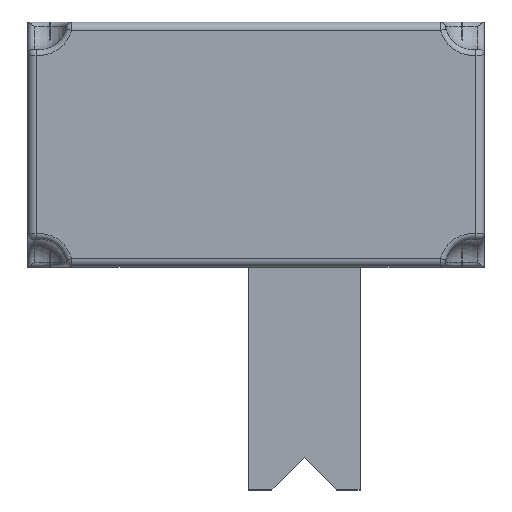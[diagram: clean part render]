
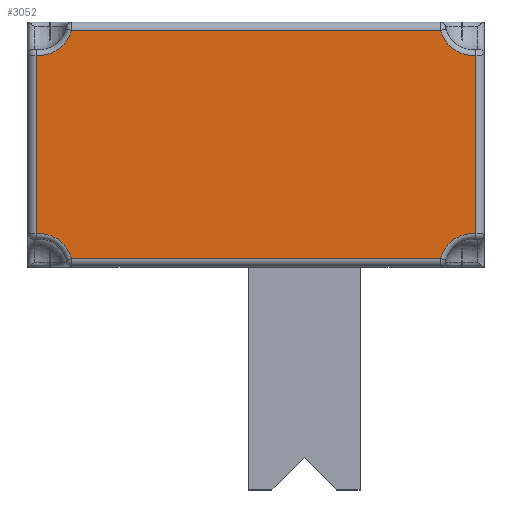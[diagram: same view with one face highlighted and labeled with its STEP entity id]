
A CAD part, top view. The second image highlights one B-rep face of the part: STEP entity #3052.
In plain terms, the highlighted planar face has unit normal (0, 0, 1).
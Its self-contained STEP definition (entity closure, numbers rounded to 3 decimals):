
#147=CIRCLE('',#3237,0.6);
#148=CIRCLE('',#3238,0.6);
#149=CIRCLE('',#3239,0.6);
#150=CIRCLE('',#3240,0.6);
#418=ORIENTED_EDGE('',*,*,#1035,.T.);
#419=ORIENTED_EDGE('',*,*,#1036,.T.);
#420=ORIENTED_EDGE('',*,*,#1037,.T.);
#421=ORIENTED_EDGE('',*,*,#1038,.T.);
#422=ORIENTED_EDGE('',*,*,#1039,.T.);
#423=ORIENTED_EDGE('',*,*,#1040,.T.);
#424=ORIENTED_EDGE('',*,*,#1041,.T.);
#425=ORIENTED_EDGE('',*,*,#1042,.T.);
#1035=EDGE_CURVE('',#1343,#1344,#1518,.T.);
#1036=EDGE_CURVE('',#1344,#1345,#147,.T.);
#1037=EDGE_CURVE('',#1345,#1346,#1519,.F.);
#1038=EDGE_CURVE('',#1346,#1347,#148,.T.);
#1039=EDGE_CURVE('',#1347,#1348,#1520,.F.);
#1040=EDGE_CURVE('',#1348,#1349,#149,.T.);
#1041=EDGE_CURVE('',#1349,#1350,#1521,.T.);
#1042=EDGE_CURVE('',#1350,#1343,#150,.T.);
#1343=VERTEX_POINT('',#4388);
#1344=VERTEX_POINT('',#4389);
#1345=VERTEX_POINT('',#4391);
#1346=VERTEX_POINT('',#4393);
#1347=VERTEX_POINT('',#4395);
#1348=VERTEX_POINT('',#4397);
#1349=VERTEX_POINT('',#4399);
#1350=VERTEX_POINT('',#4401);
#1518=LINE('',#4387,#1726);
#1519=LINE('',#4392,#1727);
#1520=LINE('',#4396,#1728);
#1521=LINE('',#4400,#1729);
#1726=VECTOR('',#3654,1000.);
#1727=VECTOR('',#3657,1000.);
#1728=VECTOR('',#3660,1000.);
#1729=VECTOR('',#3663,1000.);
#1853=EDGE_LOOP('',(#418,#419,#420,#421,#422,#423,#424,#425));
#1981=FACE_BOUND('',#1853,.T.);
#2097=PLANE('',#3236);
#3052=ADVANCED_FACE('',(#1981),#2097,.F.);
#3236=AXIS2_PLACEMENT_3D('',#4386,#3652,#3653);
#3237=AXIS2_PLACEMENT_3D('',#4390,#3655,#3656);
#3238=AXIS2_PLACEMENT_3D('',#4394,#3658,#3659);
#3239=AXIS2_PLACEMENT_3D('',#4398,#3661,#3662);
#3240=AXIS2_PLACEMENT_3D('',#4402,#3664,#3665);
#3652=DIRECTION('',(0.,0.,-1.));
#3653=DIRECTION('',(-1.,0.,0.));
#3654=DIRECTION('',(1.,0.,0.));
#3655=DIRECTION('',(0.,0.,-1.));
#3656=DIRECTION('',(-1.,0.,0.));
#3657=DIRECTION('',(0.,-1.,0.));
#3658=DIRECTION('',(0.,0.,-1.));
#3659=DIRECTION('',(-1.,0.,0.));
#3660=DIRECTION('',(1.,0.,0.));
#3661=DIRECTION('',(0.,0.,-1.));
#3662=DIRECTION('',(-1.,0.,0.));
#3663=DIRECTION('',(0.,-1.,0.));
#3664=DIRECTION('',(0.,0.,-1.));
#3665=DIRECTION('',(-1.,0.,0.));
#4386=CARTESIAN_POINT('',(-4.1,2.2,3.9));
#4387=CARTESIAN_POINT('',(-4.1,-2.05,3.9));
#4388=CARTESIAN_POINT('',(-3.315,-2.05,3.9));
#4389=CARTESIAN_POINT('',(3.315,-2.05,3.9));
#4390=CARTESIAN_POINT('',(3.895,-2.2,3.9));
#4391=CARTESIAN_POINT('',(3.95,-1.603,3.9));
#4392=CARTESIAN_POINT('',(3.95,2.2,3.9));
#4393=CARTESIAN_POINT('',(3.95,1.603,3.9));
#4394=CARTESIAN_POINT('',(3.895,2.2,3.9));
#4395=CARTESIAN_POINT('',(3.315,2.05,3.9));
#4396=CARTESIAN_POINT('',(-4.1,2.05,3.9));
#4397=CARTESIAN_POINT('',(-3.315,2.05,3.9));
#4398=CARTESIAN_POINT('',(-3.895,2.2,3.9));
#4399=CARTESIAN_POINT('',(-3.95,1.603,3.9));
#4400=CARTESIAN_POINT('',(-3.95,2.2,3.9));
#4401=CARTESIAN_POINT('',(-3.95,-1.603,3.9));
#4402=CARTESIAN_POINT('',(-3.895,-2.2,3.9));
